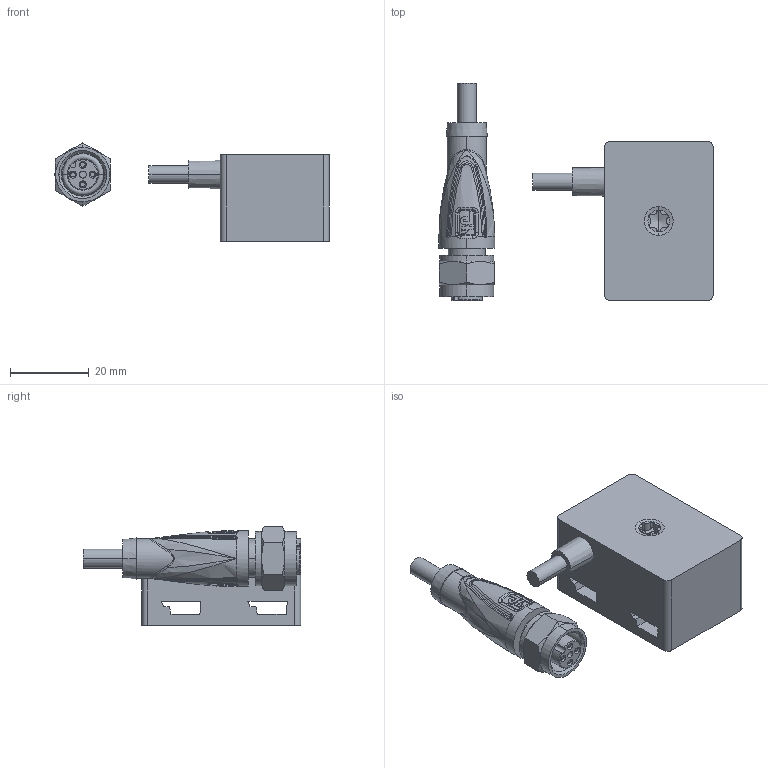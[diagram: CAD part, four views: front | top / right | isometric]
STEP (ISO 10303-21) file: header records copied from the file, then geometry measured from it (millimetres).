
FILE_DESCRIPTION((''),'2;1');
FILE_NAME('DM_CAD-2495_ASM','2017-01-26T',('creinig-se'),(''),'PRO/ENGINEER BY PARAMETRIC TECHNOLOGY CORPORATION, 2015440','PRO/ENGINEER BY PARAMETRIC TECHNOLOGY CORPORATION, 2015440','');
FILE_SCHEMA(('CONFIG_CONTROL_DESIGN'));
Length unit declared in the file: millimetre
Products named in the file (3): DM_CAD-2495_MIT_KABEL; DM_CAD-0854_M12_4POL_SW0001; DM_CAD-2495_ASM
Assembly tree (2 placements, depth 2):
  DM_CAD-2495_ASM
    DM_CAD-2495_MIT_KABEL
    DM_CAD-0854_M12_4POL_SW0001
Bounding box: 69.8 x 55.3 x 25.03 mm (x, y, z)
Volume: 28736.4 mm3; surface area: 10408.7 mm2
Topology: 2 solids, 2 shells, 307 faces, 792 edges, 517 vertices
Faces by surface type: bspline 100, plane 96, cylinder 75, cone 22, torus 14
Entity records: 19136 total; most frequent: CARTESIAN_POINT 9596, ORIENTED_EDGE 1562, DIRECTION 1262, EDGE_CURVE 781, AXIS2_PLACEMENT_3D 518, VERTEX_POINT 499, PRESENTATION_STYLE_ASSIGNMENT 450, STYLED_ITEM 420
